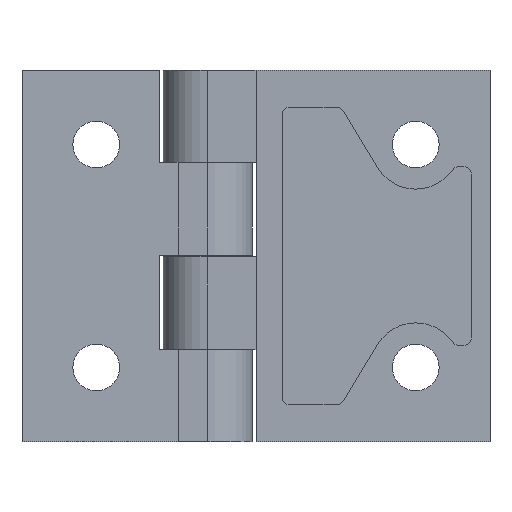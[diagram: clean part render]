
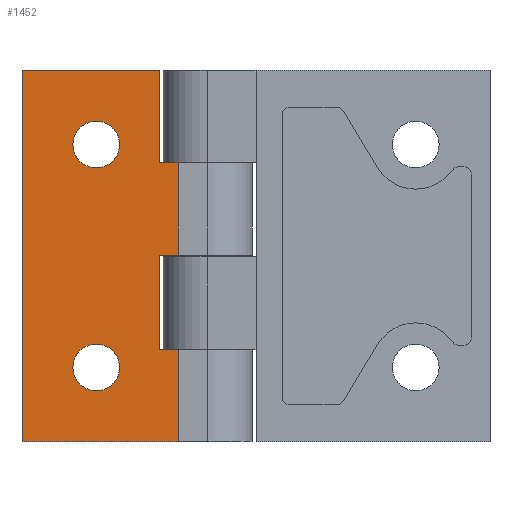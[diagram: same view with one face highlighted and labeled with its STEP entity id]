
A CAD part, front view. The second image highlights one B-rep face of the part: STEP entity #1452.
In plain terms, the highlighted planar face has unit normal (0, -1, 0).
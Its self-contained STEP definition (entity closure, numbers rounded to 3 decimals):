
#6 = CIRCLE ( 'NONE', #3223, 3.15 ) ;
#17 = EDGE_CURVE ( 'NONE', #1966, #656, #1740, .T. ) ;
#21 = EDGE_CURVE ( 'NONE', #1973, #1966, #3238, .T. ) ;
#23 = VECTOR ( 'NONE', #2720, 1000. ) ;
#142 = CARTESIAN_POINT ( 'NONE',  ( -4., -6.5, -12.6 ) ) ;
#166 = VERTEX_POINT ( 'NONE', #2551 ) ;
#173 = CARTESIAN_POINT ( 'NONE',  ( -25., -6.5, 25. ) ) ;
#185 = CARTESIAN_POINT ( 'NONE',  ( -4., -6.5, -25. ) ) ;
#286 = LINE ( 'NONE', #1366, #2564 ) ;
#330 = AXIS2_PLACEMENT_3D ( 'NONE', #173, #2543, #741 ) ;
#336 = AXIS2_PLACEMENT_3D ( 'NONE', #1665, #3582, #1952 ) ;
#340 = CARTESIAN_POINT ( 'NONE',  ( 8.252, -6.5, 12.6 ) ) ;
#376 = VECTOR ( 'NONE', #3113, 1000. ) ;
#403 = CARTESIAN_POINT ( 'NONE',  ( -25., -6.5, -25. ) ) ;
#412 = EDGE_LOOP ( 'NONE', ( #747, #2128, #509, #3070, #1519, #3266, #3108, #2730, #1228, #1039 ) ) ;
#419 = LINE ( 'NONE', #2109, #992 ) ;
#477 = DIRECTION ( 'NONE',  ( 0., 0., -1. ) ) ;
#509 = ORIENTED_EDGE ( 'NONE', *, *, #17, .F. ) ;
#526 = VERTEX_POINT ( 'NONE', #1209 ) ;
#586 = EDGE_LOOP ( 'NONE', ( #2638, #3642 ) ) ;
#595 = VECTOR ( 'NONE', #3549, 1000. ) ;
#607 = AXIS2_PLACEMENT_3D ( 'NONE', #1206, #3231, #1522 ) ;
#615 = DIRECTION ( 'NONE',  ( 1., 0., 0. ) ) ;
#656 = VERTEX_POINT ( 'NONE', #1222 ) ;
#674 = CARTESIAN_POINT ( 'NONE',  ( -25., -6.5, 25. ) ) ;
#676 = AXIS2_PLACEMENT_3D ( 'NONE', #2937, #1153, #3195 ) ;
#741 = DIRECTION ( 'NONE',  ( 0., 0., 1. ) ) ;
#747 = ORIENTED_EDGE ( 'NONE', *, *, #1470, .F. ) ;
#780 = LINE ( 'NONE', #340, #23 ) ;
#786 = CARTESIAN_POINT ( 'NONE',  ( -25., -6.5, 25. ) ) ;
#909 = CARTESIAN_POINT ( 'NONE',  ( -6.5, -6.5, -12.6 ) ) ;
#912 = VECTOR ( 'NONE', #2481, 1000. ) ;
#986 = EDGE_CURVE ( 'NONE', #2475, #1129, #1494, .T. ) ;
#992 = VECTOR ( 'NONE', #615, 1000. ) ;
#1004 = CARTESIAN_POINT ( 'NONE',  ( -6.5, -6.5, 0.1 ) ) ;
#1036 = EDGE_CURVE ( 'NONE', #526, #3611, #3237, .T. ) ;
#1039 = ORIENTED_EDGE ( 'NONE', *, *, #1161, .F. ) ;
#1045 = VECTOR ( 'NONE', #477, 1000. ) ;
#1058 = VERTEX_POINT ( 'NONE', #909 ) ;
#1129 = VERTEX_POINT ( 'NONE', #3215 ) ;
#1138 = EDGE_CURVE ( 'NONE', #1058, #3509, #419, .T. ) ;
#1153 = DIRECTION ( 'NONE',  ( 0., -1., 0. ) ) ;
#1161 = EDGE_CURVE ( 'NONE', #166, #1316, #1816, .T. ) ;
#1206 = CARTESIAN_POINT ( 'NONE',  ( -15., -6.5, 15. ) ) ;
#1209 = CARTESIAN_POINT ( 'NONE',  ( -15., -6.5, 11.85 ) ) ;
#1211 = CARTESIAN_POINT ( 'NONE',  ( 8.34, -6.5, 0.1 ) ) ;
#1216 = CARTESIAN_POINT ( 'NONE',  ( -4., -6.5, 12.6 ) ) ;
#1222 = CARTESIAN_POINT ( 'NONE',  ( -6.5, -6.5, 12.6 ) ) ;
#1228 = ORIENTED_EDGE ( 'NONE', *, *, #1489, .F. ) ;
#1244 = LINE ( 'NONE', #3085, #2734 ) ;
#1272 = EDGE_CURVE ( 'NONE', #656, #2649, #780, .T. ) ;
#1292 = EDGE_CURVE ( 'NONE', #3509, #1480, #2956, .T. ) ;
#1316 = VERTEX_POINT ( 'NONE', #1004 ) ;
#1366 = CARTESIAN_POINT ( 'NONE',  ( -6.5, -6.5, -12.6 ) ) ;
#1387 = ORIENTED_EDGE ( 'NONE', *, *, #986, .F. ) ;
#1449 = EDGE_CURVE ( 'NONE', #1973, #3269, #1244, .T. ) ;
#1452 = ADVANCED_FACE ( 'NONE', ( #2137, #3425, #1949 ), #3329, .F. ) ;
#1455 = EDGE_CURVE ( 'NONE', #1129, #2475, #3349, .T. ) ;
#1458 = ORIENTED_EDGE ( 'NONE', *, *, #1455, .F. ) ;
#1470 = EDGE_CURVE ( 'NONE', #2649, #166, #2652, .T. ) ;
#1480 = VERTEX_POINT ( 'NONE', #185 ) ;
#1483 = EDGE_CURVE ( 'NONE', #3269, #1480, #1855, .T. ) ;
#1489 = EDGE_CURVE ( 'NONE', #1316, #1058, #286, .T. ) ;
#1494 = CIRCLE ( 'NONE', #676, 3.15 ) ;
#1519 = ORIENTED_EDGE ( 'NONE', *, *, #1449, .T. ) ;
#1522 = DIRECTION ( 'NONE',  ( 0., 0., 1. ) ) ;
#1527 = DIRECTION ( 'NONE',  ( -1., 0., 0. ) ) ;
#1590 = DIRECTION ( 'NONE',  ( 0., 1., 0. ) ) ;
#1650 = CARTESIAN_POINT ( 'NONE',  ( -4., -6.5, 25. ) ) ;
#1661 = CARTESIAN_POINT ( 'NONE',  ( -15., -6.5, 18.15 ) ) ;
#1665 = CARTESIAN_POINT ( 'NONE',  ( -15., -6.5, -15. ) ) ;
#1683 = DIRECTION ( 'NONE',  ( 0., 0., -1. ) ) ;
#1733 = VECTOR ( 'NONE', #1527, 1000. ) ;
#1740 = LINE ( 'NONE', #2176, #912 ) ;
#1816 = LINE ( 'NONE', #1211, #1733 ) ;
#1855 = LINE ( 'NONE', #2840, #376 ) ;
#1949 = FACE_OUTER_BOUND ( 'NONE', #412, .T. ) ;
#1952 = DIRECTION ( 'NONE',  ( 0., 0., -1. ) ) ;
#1966 = VERTEX_POINT ( 'NONE', #2594 ) ;
#1973 = VERTEX_POINT ( 'NONE', #786 ) ;
#2109 = CARTESIAN_POINT ( 'NONE',  ( 8.34, -6.5, -12.6 ) ) ;
#2128 = ORIENTED_EDGE ( 'NONE', *, *, #1272, .F. ) ;
#2137 = FACE_BOUND ( 'NONE', #2466, .T. ) ;
#2176 = CARTESIAN_POINT ( 'NONE',  ( -6.5, -6.5, 12.6 ) ) ;
#2466 = EDGE_LOOP ( 'NONE', ( #1387, #1458 ) ) ;
#2475 = VERTEX_POINT ( 'NONE', #2870 ) ;
#2481 = DIRECTION ( 'NONE',  ( 0., 0., -1. ) ) ;
#2543 = DIRECTION ( 'NONE',  ( 0., 1., 0. ) ) ;
#2551 = CARTESIAN_POINT ( 'NONE',  ( -4., -6.5, 0.1 ) ) ;
#2564 = VECTOR ( 'NONE', #1683, 1000. ) ;
#2594 = CARTESIAN_POINT ( 'NONE',  ( -6.5, -6.5, 25. ) ) ;
#2638 = ORIENTED_EDGE ( 'NONE', *, *, #2706, .T. ) ;
#2649 = VERTEX_POINT ( 'NONE', #1216 ) ;
#2652 = LINE ( 'NONE', #1650, #1045 ) ;
#2706 = EDGE_CURVE ( 'NONE', #3611, #526, #6, .T. ) ;
#2720 = DIRECTION ( 'NONE',  ( 1., 0., 0. ) ) ;
#2730 = ORIENTED_EDGE ( 'NONE', *, *, #1138, .F. ) ;
#2734 = VECTOR ( 'NONE', #3569, 1000. ) ;
#2840 = CARTESIAN_POINT ( 'NONE',  ( -25., -6.5, -25. ) ) ;
#2870 = CARTESIAN_POINT ( 'NONE',  ( -15., -6.5, -18.15 ) ) ;
#2937 = CARTESIAN_POINT ( 'NONE',  ( -15., -6.5, -15. ) ) ;
#2956 = LINE ( 'NONE', #3494, #595 ) ;
#3027 = DIRECTION ( 'NONE',  ( 1., 0., 0. ) ) ;
#3070 = ORIENTED_EDGE ( 'NONE', *, *, #21, .F. ) ;
#3085 = CARTESIAN_POINT ( 'NONE',  ( -25., -6.5, 25. ) ) ;
#3108 = ORIENTED_EDGE ( 'NONE', *, *, #1292, .F. ) ;
#3113 = DIRECTION ( 'NONE',  ( 1., 0., 0. ) ) ;
#3172 = VECTOR ( 'NONE', #3027, 1000. ) ;
#3195 = DIRECTION ( 'NONE',  ( 0., 0., -1. ) ) ;
#3215 = CARTESIAN_POINT ( 'NONE',  ( -15., -6.5, -11.85 ) ) ;
#3223 = AXIS2_PLACEMENT_3D ( 'NONE', #3286, #1590, #3520 ) ;
#3231 = DIRECTION ( 'NONE',  ( 0., 1., 0. ) ) ;
#3237 = CIRCLE ( 'NONE', #607, 3.15 ) ;
#3238 = LINE ( 'NONE', #674, #3172 ) ;
#3266 = ORIENTED_EDGE ( 'NONE', *, *, #1483, .T. ) ;
#3269 = VERTEX_POINT ( 'NONE', #403 ) ;
#3286 = CARTESIAN_POINT ( 'NONE',  ( -15., -6.5, 15. ) ) ;
#3329 = PLANE ( 'NONE',  #330 ) ;
#3349 = CIRCLE ( 'NONE', #336, 3.15 ) ;
#3425 = FACE_BOUND ( 'NONE', #586, .T. ) ;
#3494 = CARTESIAN_POINT ( 'NONE',  ( -4., -6.5, 25. ) ) ;
#3509 = VERTEX_POINT ( 'NONE', #142 ) ;
#3520 = DIRECTION ( 'NONE',  ( 0., 0., 1. ) ) ;
#3549 = DIRECTION ( 'NONE',  ( 0., 0., -1. ) ) ;
#3569 = DIRECTION ( 'NONE',  ( 0., 0., -1. ) ) ;
#3582 = DIRECTION ( 'NONE',  ( 0., -1., 0. ) ) ;
#3611 = VERTEX_POINT ( 'NONE', #1661 ) ;
#3642 = ORIENTED_EDGE ( 'NONE', *, *, #1036, .T. ) ;
